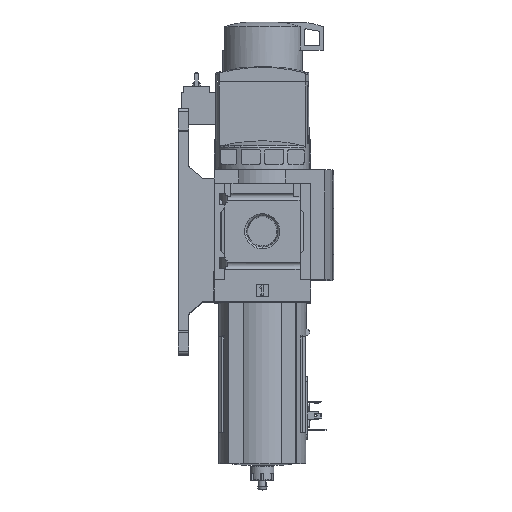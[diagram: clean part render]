
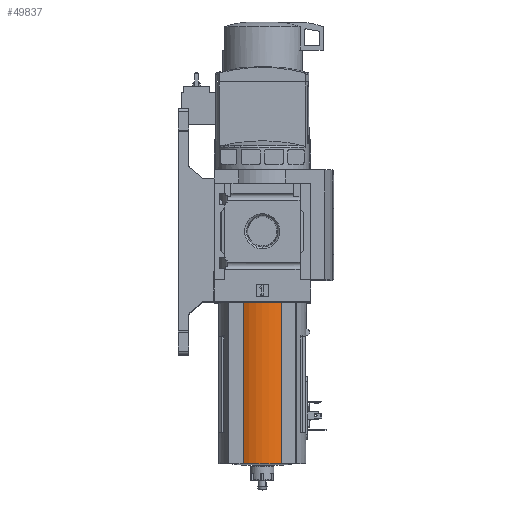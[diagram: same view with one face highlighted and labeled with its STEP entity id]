
A CAD part, top view. The second image highlights one B-rep face of the part: STEP entity #49837.
In plain terms, the highlighted cylindrical face has radius 24.8 mm (diameter 49.6 mm), a partial arc.
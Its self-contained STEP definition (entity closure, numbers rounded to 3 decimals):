
#3012=LINE('',#68789,#7045);
#3013=LINE('',#68793,#7046);
#7045=VECTOR('',#57490,1000.);
#7046=VECTOR('',#57495,1000.);
#10155=CIRCLE('',#52038,24.8);
#10213=CIRCLE('',#52264,24.8);
#13836=ORIENTED_EDGE('',*,*,#23567,.T.);
#13837=ORIENTED_EDGE('',*,*,#23568,.T.);
#13838=ORIENTED_EDGE('',*,*,#23569,.F.);
#13839=ORIENTED_EDGE('',*,*,#23198,.F.);
#23198=EDGE_CURVE('',#28403,#28404,#10155,.T.);
#23567=EDGE_CURVE('',#28403,#28636,#3012,.T.);
#23568=EDGE_CURVE('',#28636,#28637,#10213,.T.);
#23569=EDGE_CURVE('',#28404,#28637,#3013,.T.);
#28403=VERTEX_POINT('',#67995);
#28404=VERTEX_POINT('',#67997);
#28636=VERTEX_POINT('',#68788);
#28637=VERTEX_POINT('',#68792);
#32228=EDGE_LOOP('',(#13836,#13837,#13838,#13839));
#34689=FACE_BOUND('',#32228,.T.);
#36693=CYLINDRICAL_SURFACE('',#52263,24.8);
#49837=ADVANCED_FACE('',(#34689),#36693,.T.);
#52038=AXIS2_PLACEMENT_3D('',#67996,#56757,#56758);
#52263=AXIS2_PLACEMENT_3D('',#68790,#57491,#57492);
#52264=AXIS2_PLACEMENT_3D('',#68791,#57493,#57494);
#56757=DIRECTION('',(0.,1.,0.));
#56758=DIRECTION('',(1.,0.,0.));
#57490=DIRECTION('',(0.,-1.,0.));
#57491=DIRECTION('',(0.,-1.,0.));
#57492=DIRECTION('',(0.,0.,-1.));
#57493=DIRECTION('',(0.,1.,0.));
#57494=DIRECTION('',(0.,0.,1.));
#57495=DIRECTION('',(0.,-1.,0.));
#67995=CARTESIAN_POINT('',(-12.361,-45.5,21.5));
#67996=CARTESIAN_POINT('',(0.,-45.5,0.));
#67997=CARTESIAN_POINT('',(12.361,-45.5,21.5));
#68788=CARTESIAN_POINT('',(-12.361,-148.89,21.5));
#68789=CARTESIAN_POINT('',(-12.361,-45.5,21.5));
#68790=CARTESIAN_POINT('',(0.,-45.5,0.));
#68791=CARTESIAN_POINT('',(0.,-148.89,0.));
#68792=CARTESIAN_POINT('',(12.361,-148.89,21.5));
#68793=CARTESIAN_POINT('',(12.361,-45.5,21.5));
